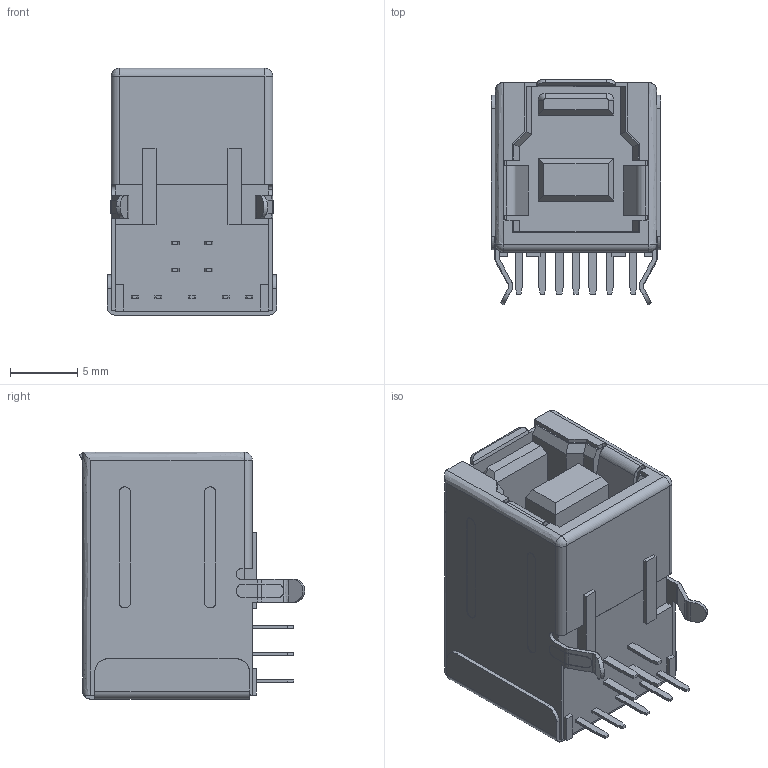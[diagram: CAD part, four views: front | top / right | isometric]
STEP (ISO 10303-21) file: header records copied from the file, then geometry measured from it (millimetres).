
FILE_DESCRIPTION(('FreeCAD Model'),'2;1');
FILE_NAME( 'KUSBX-BS1N9-1-BL30_A_1700719631.203.step', '2023-04-03T02:33:49',('FreeCAD'),('FreeCAD'), 'Open CASCADE STEP processor 7.3','FreeCAD','Unknown');
FILE_SCHEMA(('CONFIG_CONTROL_DESIGN'));
Length unit declared in the file: millimetre
Products named in the file (326): Open CASCADE STEP translator 7.3 1; Open CASCADE STEP translator 7.3 1.1; Open CASCADE STEP translator 7.3 1.2; Open CASCADE STEP translator 7.3 1.3; Open CASCADE STEP translator 7.3 1.4; Open CASCADE STEP translator 7.3 1.5; Open CASCADE STEP translator 7.3 1.6; Open CASCADE STEP translator 7.3 1.7; Open CASCADE STEP translator 7.3 1.8; Open CASCADE STEP translator 7.3 1.9; Open CASCADE STEP translator 7.3 1.10; Open CASCADE STEP translator 7.3 1.11; Open CASCADE STEP translator 7.3 1.12; Open CASCADE STEP translator 7.3 1.13; Open CASCADE STEP translator 7.3 1.14; Open CASCADE STEP translator 7.3 1.15; Open CASCADE STEP translator 7.3 1.16; Open CASCADE STEP translator 7.3 1.17; Open CASCADE STEP translator 7.3 1.18; Open CASCADE STEP translator 7.3 1.19; Open CASCADE STEP translator 7.3 1.20; Open CASCADE STEP translator 7.3 1.21; Open CASCADE STEP translator 7.3 1.22; Open CASCADE STEP translator 7.3 1.23; Open CASCADE STEP translator 7.3 1.24; Open CASCADE STEP translator 7.3 1.25; Open CASCADE STEP translator 7.3 1.26; Open CASCADE STEP translator 7.3 1.27; Open CASCADE STEP translator 7.3 1.28; Open CASCADE STEP translator 7.3 1.29; Open CASCADE STEP translator 7.3 1.30; Open CASCADE STEP translator 7.3 1.31; Open CASCADE STEP translator 7.3 1.32; Open CASCADE STEP translator 7.3 1.33; Open CASCADE STEP translator 7.3 1.34; Open CASCADE STEP translator 7.3 1.35; Open CASCADE STEP translator 7.3 1.36; Open CASCADE STEP translator 7.3 1.37; Open CASCADE STEP translator 7.3 1.38; Open CASCADE STEP translator 7.3 1.39 ...
Assembly tree (325 placements, depth 2):
  Open CASCADE STEP translator 7.3 1
    Open CASCADE STEP translator 7.3 1.1
    Open CASCADE STEP translator 7.3 1.2
    Open CASCADE STEP translator 7.3 1.3
    Open CASCADE STEP translator 7.3 1.4
    Open CASCADE STEP translator 7.3 1.5
    Open CASCADE STEP translator 7.3 1.6
    Open CASCADE STEP translator 7.3 1.7
    Open CASCADE STEP translator 7.3 1.8
    Open CASCADE STEP translator 7.3 1.9
    Open CASCADE STEP translator 7.3 1.10
    Open CASCADE STEP translator 7.3 1.11
    Open CASCADE STEP translator 7.3 1.12
    Open CASCADE STEP translator 7.3 1.13
    Open CASCADE STEP translator 7.3 1.14
    Open CASCADE STEP translator 7.3 1.15
    Open CASCADE STEP translator 7.3 1.16
    Open CASCADE STEP translator 7.3 1.17
    Open CASCADE STEP translator 7.3 1.18
    Open CASCADE STEP translator 7.3 1.19
    Open CASCADE STEP translator 7.3 1.20
    Open CASCADE STEP translator 7.3 1.21
    Open CASCADE STEP translator 7.3 1.22
    Open CASCADE STEP translator 7.3 1.23
    Open CASCADE STEP translator 7.3 1.24
    Open CASCADE STEP translator 7.3 1.25
    Open CASCADE STEP translator 7.3 1.26
    Open CASCADE STEP translator 7.3 1.27
    Open CASCADE STEP translator 7.3 1.28
    Open CASCADE STEP translator 7.3 1.29
    Open CASCADE STEP translator 7.3 1.30
    Open CASCADE STEP translator 7.3 1.31
    Open CASCADE STEP translator 7.3 1.32
    Open CASCADE STEP translator 7.3 1.33
    Open CASCADE STEP translator 7.3 1.34
    Open CASCADE STEP translator 7.3 1.35
    Open CASCADE STEP translator 7.3 1.36
    Open CASCADE STEP translator 7.3 1.37
    Open CASCADE STEP translator 7.3 1.38
    Open CASCADE STEP translator 7.3 1.39
    Open CASCADE STEP translator 7.3 1.40
    Open CASCADE STEP translator 7.3 1.41
    Open CASCADE STEP translator 7.3 1.42
    Open CASCADE STEP translator 7.3 1.43
    Open CASCADE STEP translator 7.3 1.44
    Open CASCADE STEP translator 7.3 1.45
    Open CASCADE STEP translator 7.3 1.46
    Open CASCADE STEP translator 7.3 1.47
    Open CASCADE STEP translator 7.3 1.48
    Open CASCADE STEP translator 7.3 1.49
    Open CASCADE STEP translator 7.3 1.50
    Open CASCADE STEP translator 7.3 1.51
    Open CASCADE STEP translator 7.3 1.52
    Open CASCADE STEP translator 7.3 1.53
    Open CASCADE STEP translator 7.3 1.54
    Open CASCADE STEP translator 7.3 1.55
    Open CASCADE STEP translator 7.3 1.56
    Open CASCADE STEP translator 7.3 1.57
    Open CASCADE STEP translator 7.3 1.58
    Open CASCADE STEP translator 7.3 1.59
Bounding box: 12.6 x 16.76 x 18.4 mm (x, y, z)
Surface area: 2001.1 mm2 (no closed solid volume)
Topology: 0 solids, 325 shells, 325 faces, 2228 edges, 2226 vertices
Faces by surface type: bspline 247, revolution 78
Entity records: 46699 total; most frequent: CARTESIAN_POINT 12460, B_SPLINE_CURVE_WITH_KNOTS 2889, DIRECTION 2540, ORIENTED_EDGE 2226, EDGE_CURVE 2226, VERTEX_POINT 2226, SURFACE_CURVE 2226, PCURVE 2226
